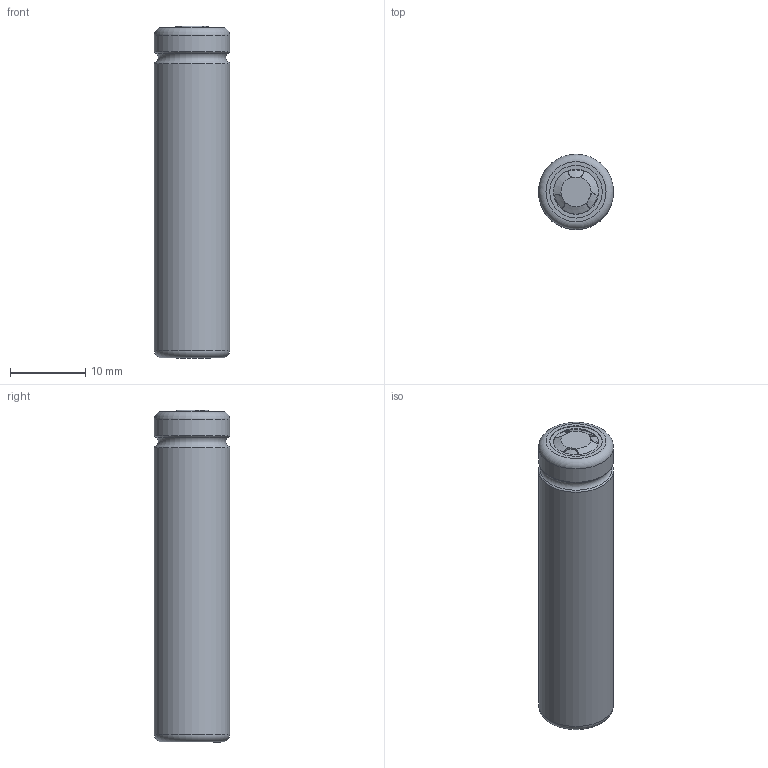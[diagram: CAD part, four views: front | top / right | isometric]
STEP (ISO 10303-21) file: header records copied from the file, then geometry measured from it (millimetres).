
FILE_DESCRIPTION(('STEP AP214'), '1');
FILE_NAME('10440', '2023-06-18T10:26:07', (''), (''), 'C3D Converter', 'C3D Toolkit', '');
FILE_SCHEMA(('AUTOMOTIVE_DESIGN { 1 0 10303 214 3 1 1}'));
Length unit declared in the file: millimetre
Bounding box: 10 x 10 x 44.2 mm (x, y, z)
Volume: 2478.2 mm3; surface area: 4193.9 mm2
Topology: 4 solids, 4 shells, 59 faces, 128 edges, 81 vertices
Faces by surface type: plane 27, cylinder 17, torus 10, cone 5
Full cylindrical faces by diameter (mm): 6 x1, 7 x1, 7.58 x1, 7.6 x1, 8 x1, 9.6 x2, 10 x2
Entity records: 2265 total; most frequent: CARTESIAN_POINT 532, DIRECTION 250, ORIENTED_EDGE 216, AXIS2_PLACEMENT_3D 109, EDGE_CURVE 108, EDGE_LOOP 85, VERTEX_POINT 81, COLOUR_RGB 63
